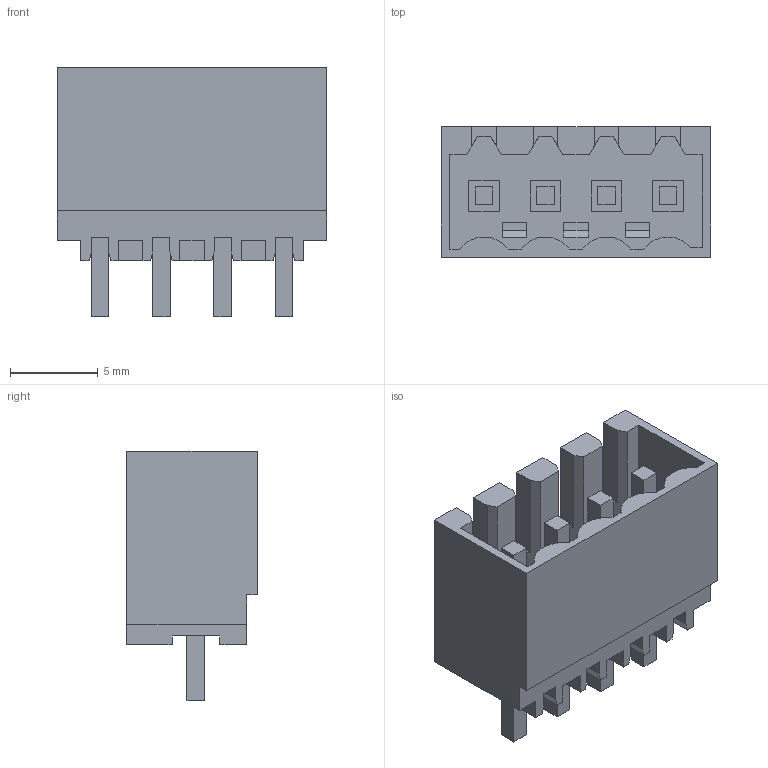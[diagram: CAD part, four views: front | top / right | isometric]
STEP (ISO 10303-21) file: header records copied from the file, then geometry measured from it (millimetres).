
FILE_DESCRIPTION(('CATIA V5 STEP Exchange','CAx-IF Rec.Pracs.--- Model Styling and Organization---1.2---2011-12-15'),'2;1');
FILE_NAME ('D1449939_0_1233880000_1233880000.stp','2018-03-13T08:22:04+00:00',('none'),('Weidmueller'),'CATIA Version 5-6 Release 2014','CATIA V5 STEP AP214','none');
FILE_SCHEMA(('AUTOMOTIVE_DESIGN { 1 0 10303 214 1 1 1 1 }'));
Length unit declared in the file: millimetre
Products named in the file (1): 1233880000
Bounding box: 15.4 x 7.45 x 14.25 mm (x, y, z)
Volume: 528.8 mm3; surface area: 1517.7 mm2
Topology: 5 solids, 5 shells, 242 faces, 701 edges, 476 vertices
Faces by surface type: plane 238, cylinder 4
Entity records: 7772 total; most frequent: ORIENTED_EDGE 1402, CARTESIAN_POINT 1356, DIRECTION 1057, EDGE_CURVE 701, VECTOR 693, LINE 693, VERTEX_POINT 476, EDGE_LOOP 257
